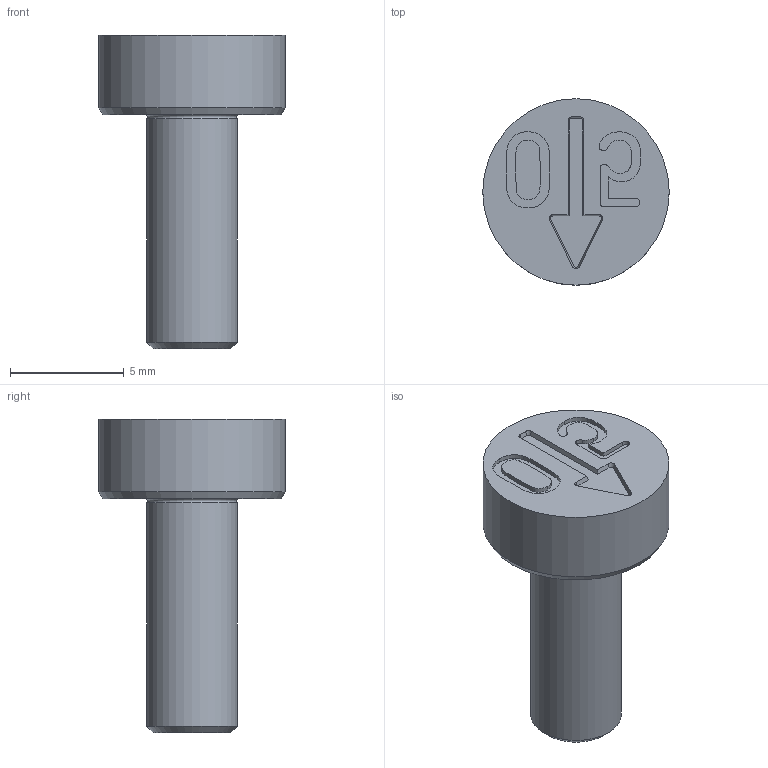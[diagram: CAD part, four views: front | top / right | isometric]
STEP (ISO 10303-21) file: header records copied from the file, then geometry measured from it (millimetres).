
FILE_DESCRIPTION(/* description */ (''),/* implementation_level */ '2;1');
FILE_NAME(/* name */ 'Dati-1300_O$16$Z.stp',/* time_stamp */ '2025-08-18T14:38:13+02:00',/* author */ ('olafg'),/* organization */ (''),/* preprocessor_version */ 'ST-DEVELOPER v20',/* originating_system */ 'Autodesk Inventor 2024',/* authorisation */ '');
FILE_SCHEMA (('AUTOMOTIVE_DESIGN { 1 0 10303 214 3 1 1 }'));
Length unit declared in the file: millimetre
Products named in the file (1): 2016-05-00 Stelleinsatz
Bounding box: 8.2 x 8.2 x 13.8 mm (x, y, z)
Volume: 310.6 mm3; surface area: 328.4 mm2
Topology: 1 solids, 1 shells, 66 faces, 175 edges, 116 vertices
Faces by surface type: bspline 37, plane 19, cone 7, cylinder 2, torus 1
Full cylindrical faces by diameter (mm): 4 x1, 8.2 x1
Entity records: 2445 total; most frequent: CARTESIAN_POINT 997, ORIENTED_EDGE 350, DIRECTION 180, EDGE_CURVE 175, VERTEX_POINT 116, LINE 82, VECTOR 82, B_SPLINE_CURVE_WITH_KNOTS 74
